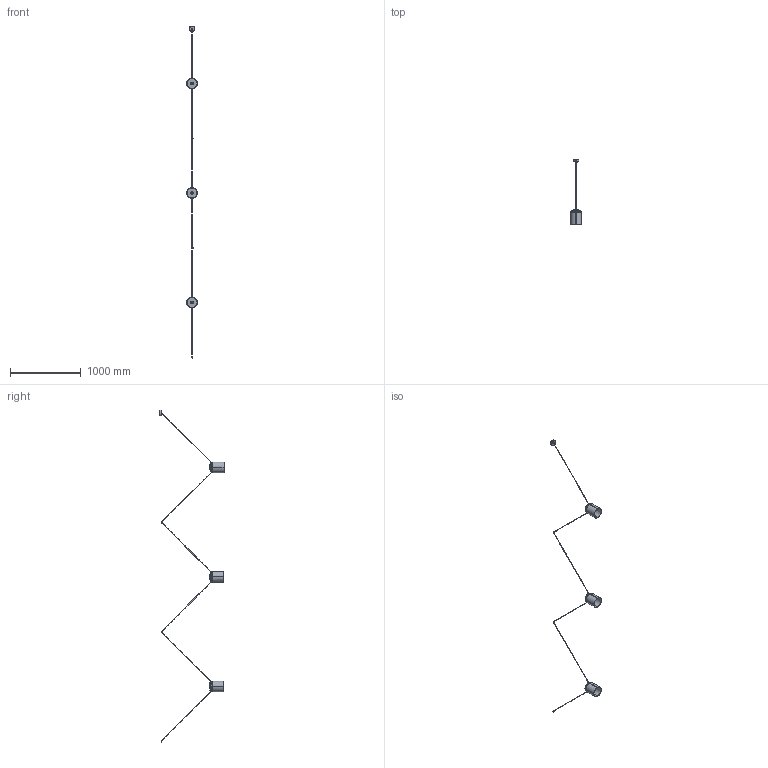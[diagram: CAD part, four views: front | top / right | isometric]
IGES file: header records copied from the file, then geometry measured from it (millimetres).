
Start section: SolidWorks IGES file using analytic representation for surfaces
Global section: file name: 00-7400.IGS; native system: SolidWorks 2018; preprocessor: SolidWorks 2018; author: dromero; date: 181023.113014; units: millimetre
Bounding box: 150.52 x 905.13 x 4689.91 mm (x, y, z)
Surface area: 918106.4 mm2 (no closed solid volume)
Topology: 0 solids, 0 shells, 892 faces, 14594 edges, 14582 vertices
Faces by surface type: bspline 526, revolution 366
